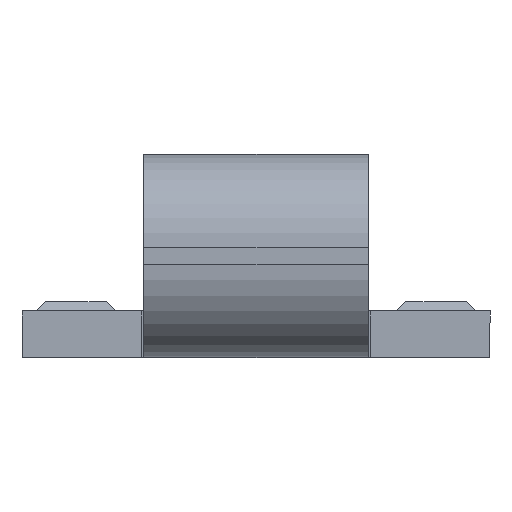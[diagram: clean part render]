
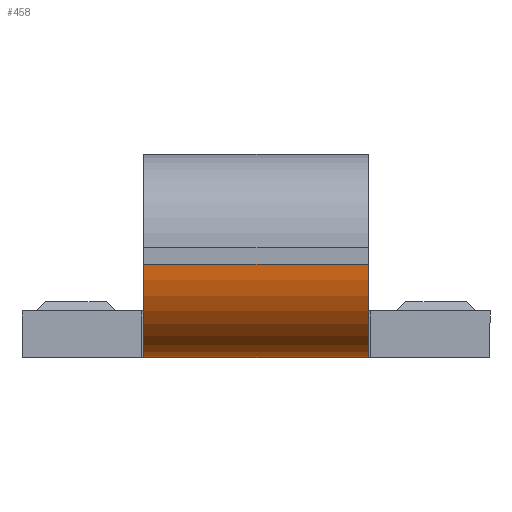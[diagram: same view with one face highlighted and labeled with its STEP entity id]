
A CAD part, left-side view. The second image highlights one B-rep face of the part: STEP entity #458.
In plain terms, the highlighted cylindrical face has radius 2 mm (diameter 4 mm), a partial arc.
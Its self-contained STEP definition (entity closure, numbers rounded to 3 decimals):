
#17 = LINE ( 'NONE', #477, #2476 ) ;
#92 = EDGE_LOOP ( 'NONE', ( #1692, #1895, #2388, #309 ) ) ;
#267 = CIRCLE ( 'NONE', #364, 2. ) ;
#309 = ORIENTED_EDGE ( 'NONE', *, *, #2015, .T. ) ;
#364 = AXIS2_PLACEMENT_3D ( 'NONE', #1157, #968, #401 ) ;
#401 = DIRECTION ( 'NONE',  ( -1., 0., 0. ) ) ;
#411 = DIRECTION ( 'NONE',  ( 0., 1., 0. ) ) ;
#457 = CARTESIAN_POINT ( 'NONE',  ( -9.5, 2.4, 2. ) ) ;
#458 = ADVANCED_FACE ( 'NONE', ( #665 ), #2042, .T. ) ;
#477 = CARTESIAN_POINT ( 'NONE',  ( -7.5, 0., 0. ) ) ;
#665 = FACE_OUTER_BOUND ( 'NONE', #92, .T. ) ;
#744 = LINE ( 'NONE', #824, #1650 ) ;
#806 = DIRECTION ( 'NONE',  ( -1., 0., 0. ) ) ;
#807 = AXIS2_PLACEMENT_3D ( 'NONE', #1724, #411, #1358 ) ;
#824 = CARTESIAN_POINT ( 'NONE',  ( -9.5, -5.44, 2. ) ) ;
#890 = EDGE_CURVE ( 'NONE', #1578, #2331, #267, .T. ) ;
#902 = AXIS2_PLACEMENT_3D ( 'NONE', #1949, #2358, #806 ) ;
#968 = DIRECTION ( 'NONE',  ( 0., -1., 0. ) ) ;
#1131 = EDGE_CURVE ( 'NONE', #2331, #1155, #17, .T. ) ;
#1151 = CARTESIAN_POINT ( 'NONE',  ( -7.5, 2.4, 0. ) ) ;
#1155 = VERTEX_POINT ( 'NONE', #1619 ) ;
#1157 = CARTESIAN_POINT ( 'NONE',  ( -7.5, 2.4, 2. ) ) ;
#1164 = VERTEX_POINT ( 'NONE', #1819 ) ;
#1223 = DIRECTION ( 'NONE',  ( 0., 1., 0. ) ) ;
#1358 = DIRECTION ( 'NONE',  ( -1., 0., 0. ) ) ;
#1438 = DIRECTION ( 'NONE',  ( 0., -1., 0. ) ) ;
#1578 = VERTEX_POINT ( 'NONE', #457 ) ;
#1619 = CARTESIAN_POINT ( 'NONE',  ( -7.5, -2.4, 0. ) ) ;
#1650 = VECTOR ( 'NONE', #1223, 1000. ) ;
#1692 = ORIENTED_EDGE ( 'NONE', *, *, #890, .T. ) ;
#1724 = CARTESIAN_POINT ( 'NONE',  ( -7.5, -2.4, 2. ) ) ;
#1819 = CARTESIAN_POINT ( 'NONE',  ( -9.5, -2.4, 2. ) ) ;
#1873 = CIRCLE ( 'NONE', #807, 2. ) ;
#1895 = ORIENTED_EDGE ( 'NONE', *, *, #1131, .T. ) ;
#1949 = CARTESIAN_POINT ( 'NONE',  ( -7.5, -5.44, 2. ) ) ;
#2015 = EDGE_CURVE ( 'NONE', #1164, #1578, #744, .T. ) ;
#2042 = CYLINDRICAL_SURFACE ( 'NONE', #902, 2. ) ;
#2331 = VERTEX_POINT ( 'NONE', #1151 ) ;
#2358 = DIRECTION ( 'NONE',  ( 0., 1., 0. ) ) ;
#2388 = ORIENTED_EDGE ( 'NONE', *, *, #2431, .T. ) ;
#2431 = EDGE_CURVE ( 'NONE', #1155, #1164, #1873, .T. ) ;
#2476 = VECTOR ( 'NONE', #1438, 1000. ) ;
